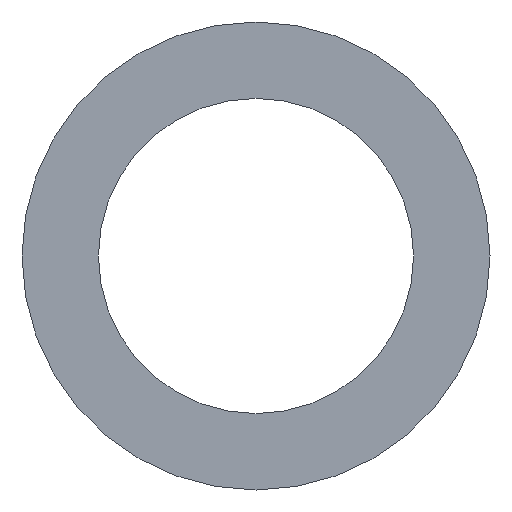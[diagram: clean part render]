
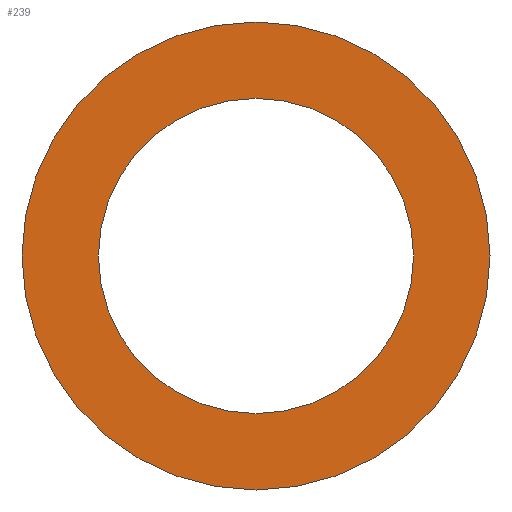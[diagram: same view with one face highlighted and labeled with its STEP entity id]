
A CAD part, front view. The second image highlights one B-rep face of the part: STEP entity #239.
In plain terms, the highlighted planar face has unit normal (0, -1, 0).
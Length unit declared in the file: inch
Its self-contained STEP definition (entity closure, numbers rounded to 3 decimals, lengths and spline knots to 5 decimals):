
#3 = DIRECTION ( 'NONE',  ( 0., 1., 0. ) ) ;
#10 = DIRECTION ( 'NONE',  ( 0., 1., 0. ) ) ;
#13 = CIRCLE ( 'NONE', #181, 0.0835 ) ;
#15 = CIRCLE ( 'NONE', #93, 0.0835 ) ;
#20 = AXIS2_PLACEMENT_3D ( 'NONE', #169, #3, #232 ) ;
#36 = CARTESIAN_POINT ( 'NONE',  ( 0., 0., -0.124 ) ) ;
#42 = DIRECTION ( 'NONE',  ( 0., 0., 1. ) ) ;
#45 = CIRCLE ( 'NONE', #116, 0.124 ) ;
#57 = DIRECTION ( 'NONE',  ( 0., 0., 1. ) ) ;
#59 = CARTESIAN_POINT ( 'NONE',  ( 0., 0., 0.124 ) ) ;
#64 = VERTEX_POINT ( 'NONE', #36 ) ;
#68 = ORIENTED_EDGE ( 'NONE', *, *, #95, .T. ) ;
#82 = CARTESIAN_POINT ( 'NONE',  ( 0., 0., -0.0835 ) ) ;
#92 = VERTEX_POINT ( 'NONE', #59 ) ;
#93 = AXIS2_PLACEMENT_3D ( 'NONE', #190, #177, #57 ) ;
#94 = DIRECTION ( 'NONE',  ( 0., 0., 1. ) ) ;
#95 = EDGE_CURVE ( 'NONE', #142, #197, #15, .T. ) ;
#108 = ORIENTED_EDGE ( 'NONE', *, *, #129, .F. ) ;
#114 = CARTESIAN_POINT ( 'NONE',  ( 0., 0., 0. ) ) ;
#116 = AXIS2_PLACEMENT_3D ( 'NONE', #173, #245, #42 ) ;
#123 = FACE_OUTER_BOUND ( 'NONE', #215, .T. ) ;
#124 = EDGE_LOOP ( 'NONE', ( #229, #68 ) ) ;
#129 = EDGE_CURVE ( 'NONE', #92, #64, #224, .T. ) ;
#141 = DIRECTION ( 'NONE',  ( 0., 0., 1. ) ) ;
#142 = VERTEX_POINT ( 'NONE', #82 ) ;
#150 = CARTESIAN_POINT ( 'NONE',  ( 0., 0., 0.0835 ) ) ;
#156 = CARTESIAN_POINT ( 'NONE',  ( 0., 0., 0. ) ) ;
#169 = CARTESIAN_POINT ( 'NONE',  ( 0., 0., 0. ) ) ;
#173 = CARTESIAN_POINT ( 'NONE',  ( 0., 0., 0. ) ) ;
#177 = DIRECTION ( 'NONE',  ( 0., 1., 0. ) ) ;
#181 = AXIS2_PLACEMENT_3D ( 'NONE', #156, #196, #94 ) ;
#189 = AXIS2_PLACEMENT_3D ( 'NONE', #114, #10, #141 ) ;
#190 = CARTESIAN_POINT ( 'NONE',  ( 0., 0., 0. ) ) ;
#193 = EDGE_CURVE ( 'NONE', #197, #142, #13, .T. ) ;
#196 = DIRECTION ( 'NONE',  ( 0., 1., 0. ) ) ;
#197 = VERTEX_POINT ( 'NONE', #150 ) ;
#211 = ORIENTED_EDGE ( 'NONE', *, *, #236, .F. ) ;
#215 = EDGE_LOOP ( 'NONE', ( #211, #108 ) ) ;
#223 = PLANE ( 'NONE',  #189 ) ;
#224 = CIRCLE ( 'NONE', #20, 0.124 ) ;
#229 = ORIENTED_EDGE ( 'NONE', *, *, #193, .T. ) ;
#232 = DIRECTION ( 'NONE',  ( 0., 0., 1. ) ) ;
#236 = EDGE_CURVE ( 'NONE', #64, #92, #45, .T. ) ;
#239 = ADVANCED_FACE ( 'NONE', ( #240, #123 ), #223, .F. ) ;
#240 = FACE_BOUND ( 'NONE', #124, .T. ) ;
#245 = DIRECTION ( 'NONE',  ( 0., 1., 0. ) ) ;
